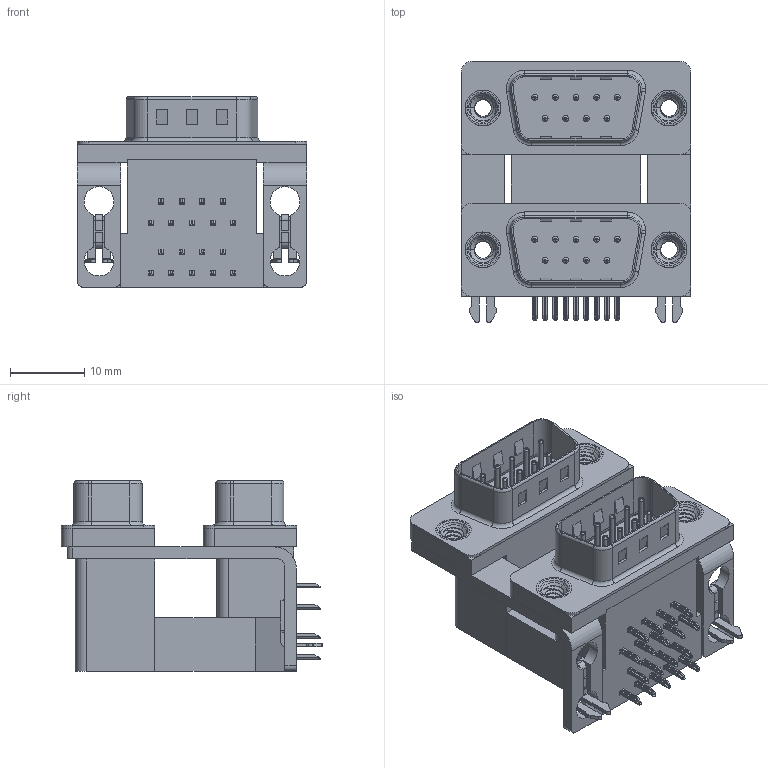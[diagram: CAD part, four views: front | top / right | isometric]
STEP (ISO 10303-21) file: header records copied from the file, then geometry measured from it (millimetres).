
FILE_DESCRIPTION (( 'STEP AP203' ), '1' );
FILE_NAME ('661-009-664-045.STEP', '2022-06-10T16:40:07', ( '' ), ( '' ), 'SwSTEP 2.0', 'SolidWorks 2020', '' );
FILE_SCHEMA (( 'CONFIG_CONTROL_DESIGN' ));
Length unit declared in the file: millimetre
Products named in the file (12): 661 Threaded Rivet_4-40; 661 Mounting Bracket_2ProngM; 661 Contact Top Upper_M; 661 Housing Upper_09 Contacts M; 661-009-664-045; 661 2 Prong Board Lock_4; 661 Shell_09 Contacts; 661 Contact Bottom Upper_M; 661 Housing Lower_09 Contacts; 661 Contact Top Lower; 661 Contact Bottom Lower; 661 Housing Spacer_09 Contacts M
Assembly tree (31 placements, depth 2):
  661-009-664-045
    661 Housing Lower_09 Contacts
    661 Housing Spacer_09 Contacts M
    661 Housing Upper_09 Contacts M
    661 Shell_09 Contacts  x2
    661 Contact Bottom Lower  x4
    661 Contact Top Lower  x5
    661 Contact Bottom Upper_M  x4
    661 Contact Top Upper_M  x5
    661 Mounting Bracket_2ProngM  x2
    661 2 Prong Board Lock_4  x2
    661 Threaded Rivet_4-40  x4
Bounding box: 30.81 x 35.1 x 25.6 mm (x, y, z)
Volume: 10281.3 mm3; surface area: 11982.6 mm2
Topology: 31 solids, 31 shells, 2056 faces, 5140 edges, 3206 vertices
Faces by surface type: plane 1230, cylinder 624, torus 170, cone 20, bspline 12
Entity records: 27542 total; most frequent: CARTESIAN_POINT 5995, DIRECTION 4176, ORIENTED_EDGE 4026, EDGE_CURVE 2013, VECTOR 1410, LINE 1410, AXIS2_PLACEMENT_3D 1383, VERTEX_POINT 1284
